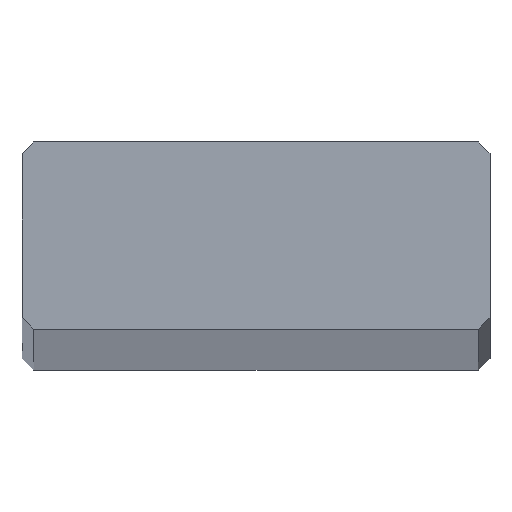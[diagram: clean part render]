
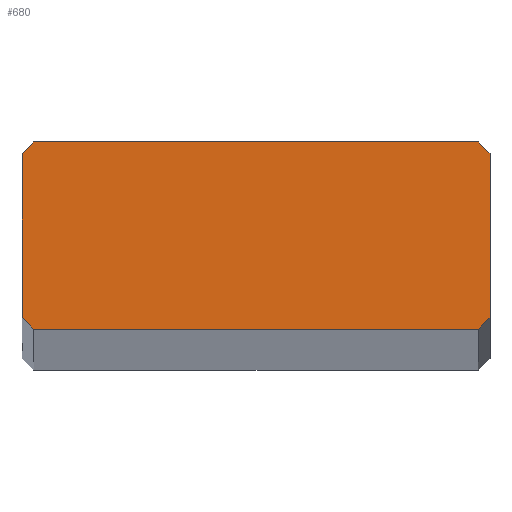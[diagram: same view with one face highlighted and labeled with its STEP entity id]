
A CAD part, top view. The second image highlights one B-rep face of the part: STEP entity #680.
In plain terms, the highlighted planar face has unit normal (0, 0, 1).
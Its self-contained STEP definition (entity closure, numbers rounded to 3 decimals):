
#441=DIRECTION('',(-0.707,-0.707,0.));
#442=VECTOR('',#441,0.707);
#443=CARTESIAN_POINT('',(-9.5,4.,500.));
#444=LINE('',#443,#442);
#448=DIRECTION('',(-1.,0.,0.));
#449=VECTOR('',#448,19.);
#450=CARTESIAN_POINT('',(9.5,4.,500.));
#451=LINE('',#450,#449);
#455=DIRECTION('',(-0.707,0.707,0.));
#456=VECTOR('',#455,0.707);
#457=CARTESIAN_POINT('',(10.,3.5,500.));
#458=LINE('',#457,#456);
#462=DIRECTION('',(0.,1.,0.));
#463=VECTOR('',#462,7.);
#464=CARTESIAN_POINT('',(10.,-3.5,500.));
#465=LINE('',#464,#463);
#469=DIRECTION('',(0.707,0.707,0.));
#470=VECTOR('',#469,0.707);
#471=CARTESIAN_POINT('',(9.5,-4.,500.));
#472=LINE('',#471,#470);
#476=DIRECTION('',(1.,0.,0.));
#477=VECTOR('',#476,19.);
#478=CARTESIAN_POINT('',(-9.5,-4.,500.));
#479=LINE('',#478,#477);
#483=DIRECTION('',(0.707,-0.707,0.));
#484=VECTOR('',#483,0.707);
#485=CARTESIAN_POINT('',(-10.,-3.5,500.));
#486=LINE('',#485,#484);
#490=DIRECTION('',(0.,-1.,0.));
#491=VECTOR('',#490,7.);
#492=CARTESIAN_POINT('',(-10.,3.5,500.));
#493=LINE('',#492,#491);
#501=CARTESIAN_POINT('',(-9.5,4.,500.));
#502=VERTEX_POINT('',#501);
#503=CARTESIAN_POINT('',(-10.,3.5,500.));
#504=VERTEX_POINT('',#503);
#509=CARTESIAN_POINT('',(10.,3.5,500.));
#510=VERTEX_POINT('',#509);
#511=CARTESIAN_POINT('',(9.5,4.,500.));
#512=VERTEX_POINT('',#511);
#517=CARTESIAN_POINT('',(-10.,-3.5,500.));
#518=VERTEX_POINT('',#517);
#519=CARTESIAN_POINT('',(10.,-3.5,500.));
#520=VERTEX_POINT('',#519);
#523=CARTESIAN_POINT('',(-9.5,-4.,500.));
#524=VERTEX_POINT('',#523);
#527=CARTESIAN_POINT('',(9.5,-4.,500.));
#528=VERTEX_POINT('',#527);
#665=CARTESIAN_POINT('',(0.,0.,500.));
#666=DIRECTION('',(0.,0.,1.));
#667=DIRECTION('',(1.,0.,0.));
#668=AXIS2_PLACEMENT_3D('',#665,#666,#667);
#669=PLANE('',#668);
#670=ORIENTED_EDGE('',*,*,#561,.F.);
#671=ORIENTED_EDGE('',*,*,#577,.F.);
#672=ORIENTED_EDGE('',*,*,#590,.F.);
#673=ORIENTED_EDGE('',*,*,#605,.F.);
#674=ORIENTED_EDGE('',*,*,#618,.F.);
#675=ORIENTED_EDGE('',*,*,#631,.F.);
#676=ORIENTED_EDGE('',*,*,#646,.F.);
#677=ORIENTED_EDGE('',*,*,#658,.F.);
#678=EDGE_LOOP('',(#670,#671,#672,#673,#674,#675,#676,#677));
#679=FACE_OUTER_BOUND('',#678,.F.);
#561=EDGE_CURVE('',#502,#504,#444,.T.);
#577=EDGE_CURVE('',#512,#502,#451,.T.);
#590=EDGE_CURVE('',#510,#512,#458,.T.);
#605=EDGE_CURVE('',#520,#510,#465,.T.);
#618=EDGE_CURVE('',#528,#520,#472,.T.);
#631=EDGE_CURVE('',#524,#528,#479,.T.);
#646=EDGE_CURVE('',#518,#524,#486,.T.);
#658=EDGE_CURVE('',#504,#518,#493,.T.);
#680=ADVANCED_FACE('',(#679),#669,.T.);
